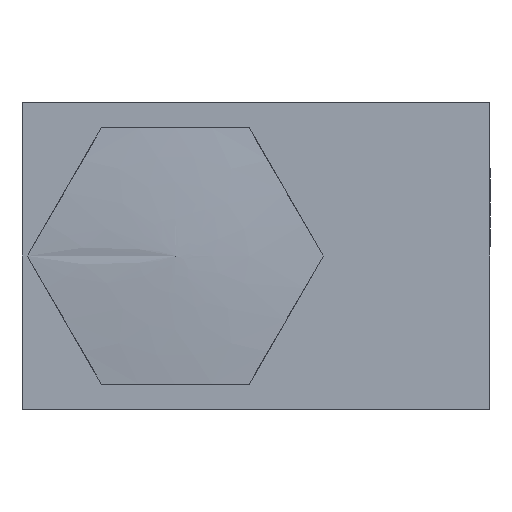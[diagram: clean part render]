
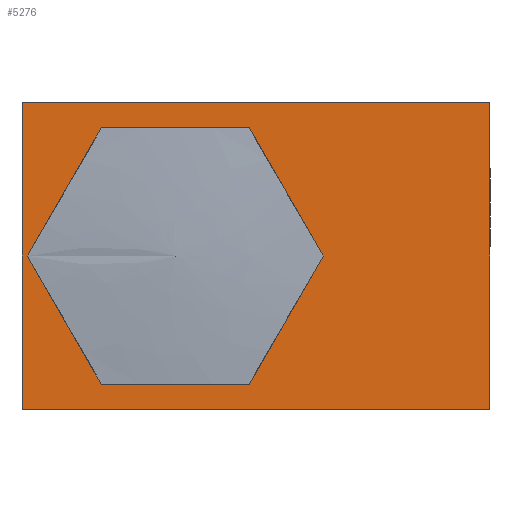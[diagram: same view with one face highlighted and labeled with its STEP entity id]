
A CAD part, front view. The second image highlights one B-rep face of the part: STEP entity #5276.
In plain terms, the highlighted face is planar.
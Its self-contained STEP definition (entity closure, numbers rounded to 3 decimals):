
#483=FACE_BOUND('',#1010,.T.);
#531=PLANE('',#5695);
#699=FACE_OUTER_BOUND('',#1009,.T.);
#1009=EDGE_LOOP('',(#3755,#3756,#3757,#3758));
#1010=EDGE_LOOP('',(#3759,#3760));
#1342=LINE('',#6909,#1821);
#1346=LINE('',#6917,#1825);
#1349=LINE('',#6923,#1828);
#1352=LINE('',#6969,#1831);
#1821=VECTOR('',#5963,10.);
#1825=VECTOR('',#5969,10.);
#1828=VECTOR('',#5974,10.);
#1831=VECTOR('',#5981,10.);
#2291=CIRCLE('',#5683,5.);
#2294=CIRCLE('',#5686,5.);
#2337=VERTEX_POINT('',#6888);
#2338=VERTEX_POINT('',#6889);
#2344=VERTEX_POINT('',#6907);
#2345=VERTEX_POINT('',#6908);
#2348=VERTEX_POINT('',#6916);
#2350=VERTEX_POINT('',#6922);
#2883=EDGE_CURVE('',#2337,#2338,#2291,.T.);
#2887=EDGE_CURVE('',#2338,#2337,#2294,.T.);
#2892=EDGE_CURVE('',#2344,#2345,#1342,.T.);
#2896=EDGE_CURVE('',#2345,#2348,#1346,.T.);
#2899=EDGE_CURVE('',#2348,#2350,#1349,.T.);
#2910=EDGE_CURVE('',#2350,#2344,#1352,.T.);
#3755=ORIENTED_EDGE('',*,*,#2896,.F.);
#3756=ORIENTED_EDGE('',*,*,#2892,.F.);
#3757=ORIENTED_EDGE('',*,*,#2910,.F.);
#3758=ORIENTED_EDGE('',*,*,#2899,.F.);
#3759=ORIENTED_EDGE('',*,*,#2883,.T.);
#3760=ORIENTED_EDGE('',*,*,#2887,.T.);
#5276=ADVANCED_FACE('',(#699,#483),#531,.T.);
#5683=AXIS2_PLACEMENT_3D('',#6890,#5942,#5943);
#5686=AXIS2_PLACEMENT_3D('',#6896,#5949,#5950);
#5695=AXIS2_PLACEMENT_3D('',#6968,#5979,#5980);
#5942=DIRECTION('center_axis',(0.,0.,-1.));
#5943=DIRECTION('ref_axis',(-1.,0.,0.));
#5949=DIRECTION('center_axis',(0.,0.,-1.));
#5950=DIRECTION('ref_axis',(-1.,0.,0.));
#5963=DIRECTION('',(0.,-1.,0.));
#5969=DIRECTION('',(-1.,0.,0.));
#5974=DIRECTION('',(0.,1.,0.));
#5979=DIRECTION('center_axis',(0.,0.,1.));
#5980=DIRECTION('ref_axis',(1.,0.,0.));
#5981=DIRECTION('',(1.,0.,0.));
#6888=CARTESIAN_POINT('',(-17.994,9.185,19.));
#6889=CARTESIAN_POINT('',(-22.994,4.185,19.));
#6890=CARTESIAN_POINT('Origin',(-22.994,9.185,19.));
#6896=CARTESIAN_POINT('Origin',(-22.994,9.185,19.));
#6907=CARTESIAN_POINT('',(-3.494,18.685,19.));
#6908=CARTESIAN_POINT('',(-3.494,-0.315,19.));
#6909=CARTESIAN_POINT('',(-3.494,18.685,19.));
#6916=CARTESIAN_POINT('',(-32.494,-0.315,19.));
#6917=CARTESIAN_POINT('',(-3.494,-0.315,19.));
#6922=CARTESIAN_POINT('',(-32.494,18.685,19.));
#6923=CARTESIAN_POINT('',(-32.494,-0.315,19.));
#6968=CARTESIAN_POINT('Origin',(-17.994,9.185,19.));
#6969=CARTESIAN_POINT('',(-32.494,18.685,19.));
